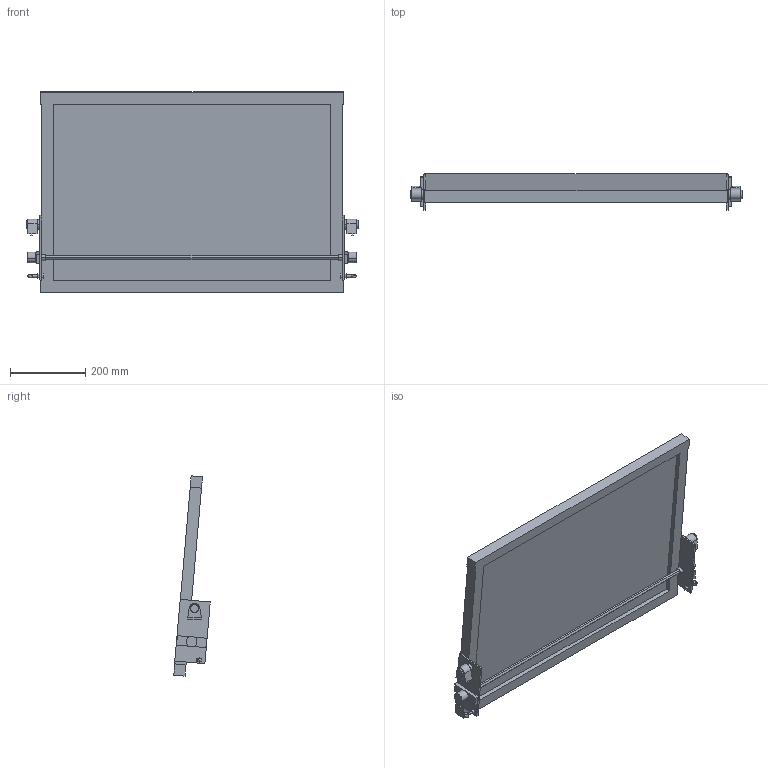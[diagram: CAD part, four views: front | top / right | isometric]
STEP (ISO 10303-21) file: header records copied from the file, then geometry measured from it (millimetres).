
FILE_DESCRIPTION(('STEP AP214'),'1');
FILE_NAME('cctmp_57B7C1D7-2263-41C9-92C1-A9345F976056_2024_07_17_16_21_10_0678_16312..stp','2024-07-17T14:21:10',('Bosch Rexroth AG'),('CADClick - www.CADClick.com'),'Spatial InterOp 3D',' ','unknown authorization - (Healing Option Enabled)');
FILE_SCHEMA(('AUTOMOTIVE_DESIGN'));
Length unit declared in the file: millimetre
Products named in the file (1): 2024_07_17_16_21_10_0662
Bounding box: 880 x 96.76 x 530.6 mm (x, y, z)
Volume: 9206290.7 mm3; surface area: 1042687.8 mm2
Topology: 1 solids, 1 shells, 155 faces, 379 edges, 249 vertices
Faces by surface type: plane 115, cylinder 30, sphere 10
Entity records: 5815 total; most frequent: DIRECTION 792, CARTESIAN_POINT 784, ORIENTED_EDGE 758, EDGE_CURVE 379, LINE 278, VECTOR 278, AXIS2_PLACEMENT_3D 257, VERTEX_POINT 249
